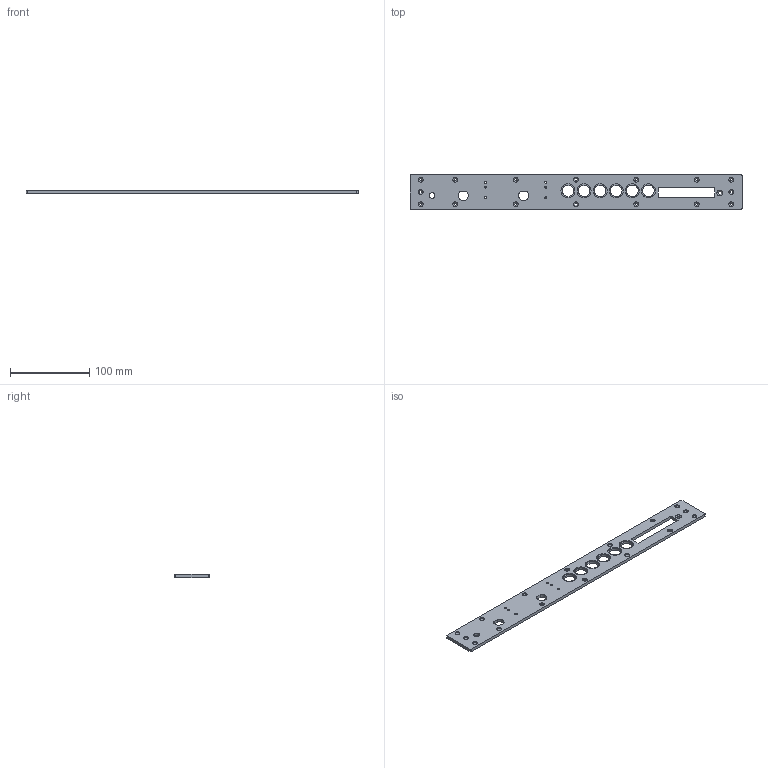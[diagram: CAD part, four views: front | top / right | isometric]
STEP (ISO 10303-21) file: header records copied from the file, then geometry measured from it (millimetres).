
FILE_DESCRIPTION(('Open CASCADE Model'),'2;1');
FILE_NAME('Open CASCADE Shape Model','2025-06-18T10:36:25',('Author'),( 'Open CASCADE'),'Open CASCADE STEP processor 7.5','Open CASCADE 7.5' ,'Unknown');
FILE_SCHEMA(('AUTOMOTIVE_DESIGN { 1 0 10303 214 1 1 1 1 }'));
Length unit declared in the file: millimetre
Products named in the file (1): Open CASCADE STEP translator 7.5 10
Bounding box: 419.1 x 43.18 x 4 mm (x, y, z)
Volume: 61308.4 mm3; surface area: 38317.2 mm2
Topology: 1 solids, 1 shells, 157 faces, 361 edges, 235 vertices
Faces by surface type: cylinder 93, plane 47, cone 17
Full cylindrical faces by diameter (mm): 2.644 x6, 3.248 x16, 3.918 x1, 6.094 x15, 6.096 x1, 7.2 x1, 7.364 x1, 17.78 x12
Entity records: 9515 total; most frequent: CARTESIAN_POINT 1966, DIRECTION 1472, ORIENTED_EDGE 722, PCURVE 722, DEFINITIONAL_REPRESENTATION 722, LINE 636, VECTOR 636, AXIS2_PLACEMENT_3D 361
